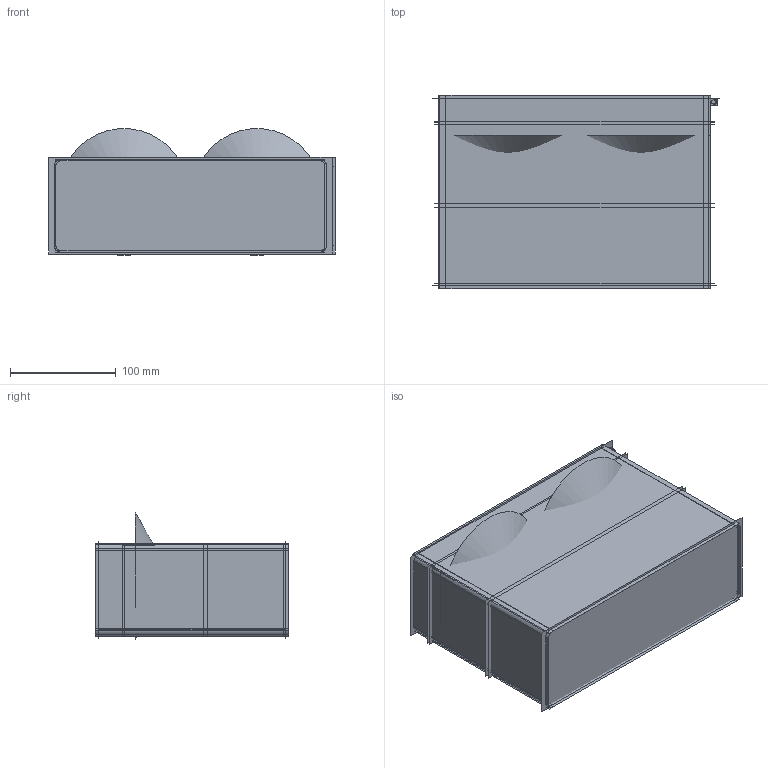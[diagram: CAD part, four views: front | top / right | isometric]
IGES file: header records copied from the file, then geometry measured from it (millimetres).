
Start section:  PTC IGES file: solar_boombox.igs
Global section: file name: solar_boombox.igs; native system: Creo Parametric by Parametric Technology Corporation; preprocessor: 2013230; author: John; organization: Unknown; date: 20150107.163931; units: millimetre
Bounding box: 271.44 x 183.56 x 119.94 mm (x, y, z)
Volume: 1522446.8 mm3; surface area: 2240371.4 mm2
Topology: 27 solids, 27 shells, 948 faces, 4558 edges, 5738 vertices
Faces by surface type: revolution 494, bspline 454
